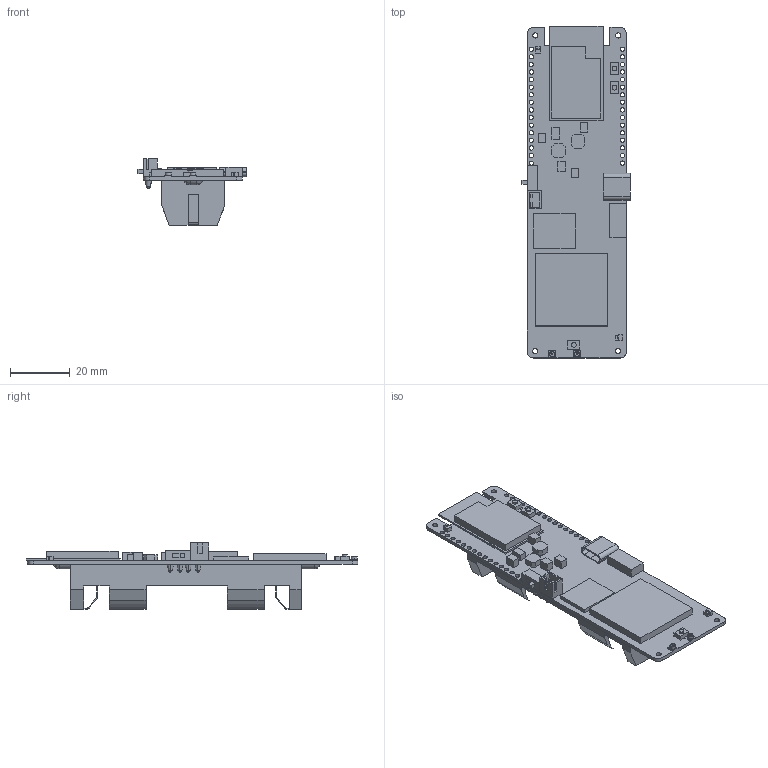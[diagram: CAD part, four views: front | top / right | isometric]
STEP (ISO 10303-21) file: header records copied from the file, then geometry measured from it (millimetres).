
FILE_DESCRIPTION((''),'2;1');
FILE_NAME('SIM7000G_PCB_0415','2024-12-27T10:58:12',('HR'),(''),'CREO PARAMETRIC BY PTC INC, 2019010','CREO PARAMETRIC BY PTC INC, 2019010','');
FILE_SCHEMA(('AUTOMOTIVE_DESIGN { 1 0 10303 214 1 1 1 1 }'));
Length unit declared in the file: millimetre
Products named in the file (1): SIM7000G_PCB_0415
Bounding box: 36.18 x 111.04 x 22.2 mm (x, y, z)
Volume: 15076.2 mm3; surface area: 13784.2 mm2
Topology: 1 solids, 1 shells, 439 faces, 1174 edges, 774 vertices
Faces by surface type: plane 282, cylinder 137, bspline 12, cone 8
Entity records: 15533 total; most frequent: CARTESIAN_POINT 2665, ORIENTED_EDGE 2348, DIRECTION 2344, EDGE_CURVE 1174, VECTOR 858, LINE 858, VERTEX_POINT 774, AXIS2_PLACEMENT_3D 743
